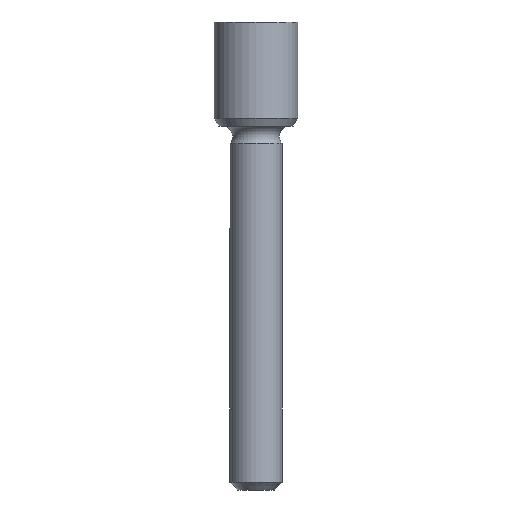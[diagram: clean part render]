
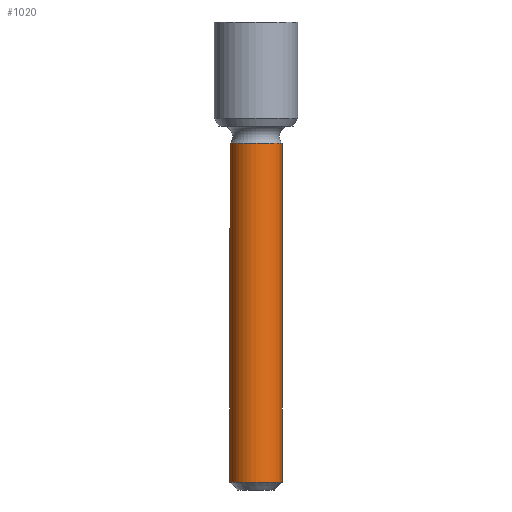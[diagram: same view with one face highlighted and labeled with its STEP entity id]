
A CAD part, front view. The second image highlights one B-rep face of the part: STEP entity #1020.
In plain terms, the highlighted cylindrical face has radius 0.5 mm (diameter 1 mm), a full revolution.
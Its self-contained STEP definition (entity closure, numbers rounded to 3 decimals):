
#16=CYLINDRICAL_SURFACE('',#1080,0.5);
#23=CIRCLE('',#1079,0.5);
#24=CIRCLE('',#1081,0.5);
#25=CIRCLE('',#1082,0.5);
#119=FACE_OUTER_BOUND('',#177,.T.);
#177=EDGE_LOOP('',(#885,#886,#887,#888,#889));
#319=LINE('',#2003,#402);
#402=VECTOR('',#1243,0.5);
#496=VERTEX_POINT('',#1995);
#497=VERTEX_POINT('',#1999);
#498=VERTEX_POINT('',#2000);
#639=EDGE_CURVE('',#496,#496,#23,.T.);
#641=EDGE_CURVE('',#497,#498,#24,.T.);
#642=EDGE_CURVE('',#498,#497,#25,.T.);
#643=EDGE_CURVE('',#498,#496,#319,.T.);
#885=ORIENTED_EDGE('',*,*,#641,.F.);
#886=ORIENTED_EDGE('',*,*,#642,.F.);
#887=ORIENTED_EDGE('',*,*,#643,.T.);
#888=ORIENTED_EDGE('',*,*,#639,.T.);
#889=ORIENTED_EDGE('',*,*,#643,.F.);
#1020=ADVANCED_FACE('',(#119),#16,.T.);
#1079=AXIS2_PLACEMENT_3D('',#1996,#1234,#1235);
#1080=AXIS2_PLACEMENT_3D('',#1998,#1237,#1238);
#1081=AXIS2_PLACEMENT_3D('',#2001,#1239,#1240);
#1082=AXIS2_PLACEMENT_3D('',#2002,#1241,#1242);
#1234=DIRECTION('center_axis',(0.,0.,1.));
#1235=DIRECTION('ref_axis',(0.,-1.,0.));
#1237=DIRECTION('center_axis',(0.,0.,1.));
#1238=DIRECTION('ref_axis',(0.,-1.,0.));
#1239=DIRECTION('center_axis',(0.,0.,1.));
#1240=DIRECTION('ref_axis',(0.,-1.,0.));
#1241=DIRECTION('center_axis',(0.,0.,1.));
#1242=DIRECTION('ref_axis',(0.,-1.,0.));
#1243=DIRECTION('',(0.,0.,-1.));
#1995=CARTESIAN_POINT('',(0.,0.5,-6.85));
#1996=CARTESIAN_POINT('Origin',(0.,0.,-6.85));
#1998=CARTESIAN_POINT('Origin',(0.,0.,-3.591));
#1999=CARTESIAN_POINT('',(-0.5,0.,-0.332));
#2000=CARTESIAN_POINT('',(0.,0.5,-0.332));
#2001=CARTESIAN_POINT('Origin',(0.,0.,-0.332));
#2002=CARTESIAN_POINT('Origin',(0.,0.,-0.332));
#2003=CARTESIAN_POINT('',(0.,0.5,-3.591));
